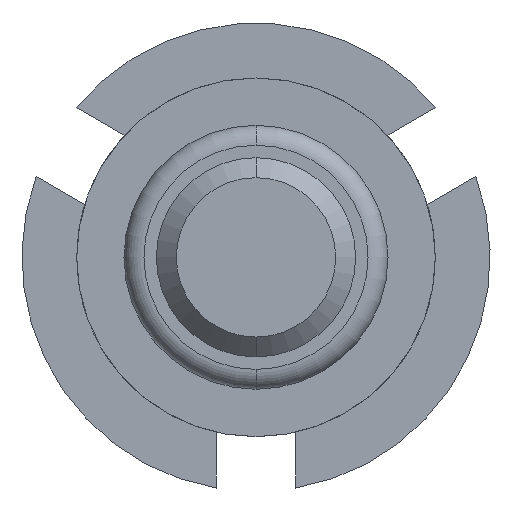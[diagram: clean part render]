
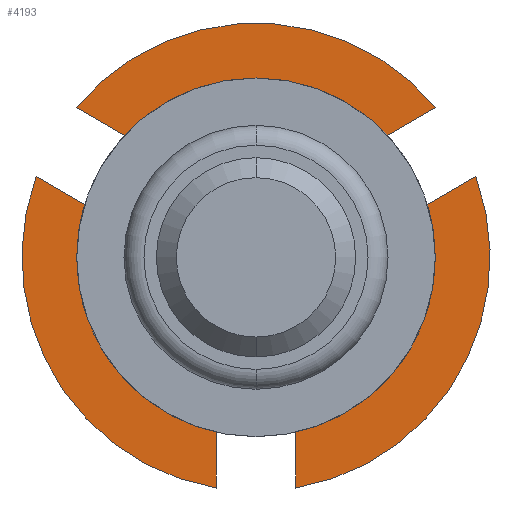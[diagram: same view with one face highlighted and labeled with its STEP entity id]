
A CAD part, front view. The second image highlights one B-rep face of the part: STEP entity #4193.
In plain terms, the highlighted planar face has unit normal (0, -1, 0).
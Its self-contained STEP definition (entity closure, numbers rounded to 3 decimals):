
#61 = CARTESIAN_POINT ( 'NONE',  ( -1.805, 5.5, 1.504 ) ) ;
#121 = DIRECTION ( 'NONE',  ( 0., -1., 0. ) ) ;
#160 = EDGE_CURVE ( 'Defeature ausgef�hrt4_19+Defeature ausgef�hrt4_26+Defeature ausgef�hrt4_41+Defeature ausgef�hrt4_40', #3220, #2355, #222, .T. ) ;
#222 = CIRCLE ( 'NONE', #3690, 2.35 ) ;
#309 = DIRECTION ( 'NONE',  ( -0.839, 0., -0.545 ) ) ;
#310 = ORIENTED_EDGE ( 'NONE', *, *, #996, .F. ) ;
#329 = LINE ( 'NONE', #3637, #823 ) ;
#330 = VERTEX_POINT ( 'NONE', #4224 ) ;
#444 = EDGE_CURVE ( 'Defeature ausgef�hrt4_37+Defeature ausgef�hrt4_26+Defeature ausgef�hrt4_20+Defeature ausgef�hrt4_36', #1809, #1145, #329, .T. ) ;
#457 = LINE ( 'NONE', #2923, #1401 ) ;
#524 = CARTESIAN_POINT ( 'NONE',  ( 0., 5.5, 1.075 ) ) ;
#527 = CARTESIAN_POINT ( 'NONE',  ( 0., 5.5, 0. ) ) ;
#530 = AXIS2_PLACEMENT_3D ( 'NONE', #527, #1498, #4289 ) ;
#542 = DIRECTION ( 'NONE',  ( 0.866, 0., 0.5 ) ) ;
#567 = CARTESIAN_POINT ( 'NONE',  ( 0.2, 5.5, 0.346 ) ) ;
#569 = EDGE_CURVE ( 'Defeature ausgef�hrt4_35+Defeature ausgef�hrt4_26+Defeature ausgef�hrt4_36+Defeature ausgef�hrt4_34', #1300, #939, #3763, .T. ) ;
#680 = DIRECTION ( 'NONE',  ( 0., 0., -1. ) ) ;
#687 = CARTESIAN_POINT ( 'NONE',  ( -1.586, 5.5, 0.454 ) ) ;
#823 = VECTOR ( 'NONE', #2949, 1000. ) ;
#872 = DIRECTION ( 'NONE',  ( -0.839, 0., 0.545 ) ) ;
#873 = DIRECTION ( 'NONE',  ( 0.5, 0., -0.866 ) ) ;
#895 = CARTESIAN_POINT ( 'NONE',  ( 1.805, 5.5, 1.504 ) ) ;
#936 = ORIENTED_EDGE ( 'NONE', *, *, #3420, .F. ) ;
#939 = VERTEX_POINT ( 'NONE', #1475 ) ;
#971 = CARTESIAN_POINT ( 'NONE',  ( 1.586, 5.5, 0.454 ) ) ;
#992 = VERTEX_POINT ( 'NONE', #2224 ) ;
#996 = EDGE_CURVE ( 'Defeature ausgef�hrt4_30+Defeature ausgef�hrt4_26+Defeature ausgef�hrt4_27+Defeature ausgef�hrt4_29', #992, #2470, #1571, .T. ) ;
#1041 = VECTOR ( 'NONE', #873, 1000. ) ;
#1145 = VERTEX_POINT ( 'NONE', #2603 ) ;
#1156 = AXIS2_PLACEMENT_3D ( 'NONE', #3839, #121, #2864 ) ;
#1195 = ORIENTED_EDGE ( 'NONE', *, *, #2082, .F. ) ;
#1244 = VECTOR ( 'NONE', #3133, 1000. ) ;
#1296 = CARTESIAN_POINT ( 'NONE',  ( 0., 5.5, 1.075 ) ) ;
#1300 = VERTEX_POINT ( 'NONE', #1366 ) ;
#1325 = CARTESIAN_POINT ( 'NONE',  ( 0., 5.5, -1.075 ) ) ;
#1327 = VECTOR ( 'NONE', #872, 1000. ) ;
#1338 = ORIENTED_EDGE ( 'NONE', *, *, #1670, .F. ) ;
#1366 = CARTESIAN_POINT ( 'NONE',  ( -0.4, 5.5, -1.6 ) ) ;
#1401 = VECTOR ( 'NONE', #542, 1000. ) ;
#1437 = DIRECTION ( 'NONE',  ( 0., 0., -1. ) ) ;
#1453 = VERTEX_POINT ( 'NONE', #2199 ) ;
#1475 = CARTESIAN_POINT ( 'NONE',  ( -0.4, 5.5, -2.316 ) ) ;
#1498 = DIRECTION ( 'NONE',  ( 0., 1., 0. ) ) ;
#1571 = LINE ( 'NONE', #3941, #2969 ) ;
#1593 = ORIENTED_EDGE ( 'NONE', *, *, #4311, .F. ) ;
#1625 = CARTESIAN_POINT ( 'NONE',  ( 0., 5.5, -1.6 ) ) ;
#1651 = LINE ( 'NONE', #567, #3597 ) ;
#1670 = EDGE_CURVE ( 'Defeature ausgef�hrt4_40+Defeature ausgef�hrt4_26+Defeature ausgef�hrt4_19+Defeature ausgef�hrt4_39', #2355, #2853, #3073, .T. ) ;
#1748 = DIRECTION ( 'NONE',  ( 0., 1., 0. ) ) ;
#1809 = VERTEX_POINT ( 'NONE', #1896 ) ;
#1817 = ORIENTED_EDGE ( 'NONE', *, *, #2631, .F. ) ;
#1821 = PLANE ( 'NONE',  #1156 ) ;
#1881 = CARTESIAN_POINT ( 'NONE',  ( 1.386, 5.5, 0.8 ) ) ;
#1894 = DIRECTION ( 'NONE',  ( 0.839, 0., -0.545 ) ) ;
#1896 = CARTESIAN_POINT ( 'NONE',  ( 0.4, 5.5, -2.316 ) ) ;
#1915 = CARTESIAN_POINT ( 'NONE',  ( -0.2, 5.5, -0.346 ) ) ;
#1956 = CARTESIAN_POINT ( 'NONE',  ( -1.655, 5.5, 0. ) ) ;
#1995 = ORIENTED_EDGE ( 'NONE', *, *, #444, .F. ) ;
#2025 = CARTESIAN_POINT ( 'NONE',  ( -0.4, 5.5, 0. ) ) ;
#2082 = EDGE_CURVE ( 'Defeature ausgef�hrt4_36+Defeature ausgef�hrt4_26+Defeature ausgef�hrt4_37+Defeature ausgef�hrt4_35', #1145, #1300, #3196, .T. ) ;
#2140 = LINE ( 'NONE', #524, #1327 ) ;
#2146 = AXIS2_PLACEMENT_3D ( 'NONE', #2782, #3738, #1437 ) ;
#2176 = CARTESIAN_POINT ( 'NONE',  ( 2.205, 5.5, 0.811 ) ) ;
#2199 = CARTESIAN_POINT ( 'NONE',  ( -1.186, 5.5, 1.146 ) ) ;
#2213 = EDGE_CURVE ( 'Defeature ausgef�hrt4_38+Defeature ausgef�hrt4_26+Defeature ausgef�hrt4_39+Defeature ausgef�hrt4_20', #2956, #2678, #457, .T. ) ;
#2224 = CARTESIAN_POINT ( 'NONE',  ( -1.655, 5.5, 0. ) ) ;
#2226 = EDGE_CURVE ( 'Defeature ausgef�hrt4_39+Defeature ausgef�hrt4_26+Defeature ausgef�hrt4_40+Defeature ausgef�hrt4_38', #2853, #2956, #3079, .T. ) ;
#2238 = CARTESIAN_POINT ( 'NONE',  ( 1.186, 5.5, 1.146 ) ) ;
#2322 = ORIENTED_EDGE ( 'NONE', *, *, #160, .F. ) ;
#2325 = VECTOR ( 'NONE', #3375, 1000. ) ;
#2336 = DIRECTION ( 'NONE',  ( 0., 0., -1. ) ) ;
#2352 = VECTOR ( 'NONE', #309, 1000. ) ;
#2355 = VERTEX_POINT ( 'NONE', #895 ) ;
#2418 = ORIENTED_EDGE ( 'NONE', *, *, #2226, .F. ) ;
#2434 = ORIENTED_EDGE ( 'NONE', *, *, #4369, .F. ) ;
#2444 = VECTOR ( 'NONE', #2662, 1000. ) ;
#2470 = VERTEX_POINT ( 'NONE', #1325 ) ;
#2530 = VERTEX_POINT ( 'NONE', #3019 ) ;
#2603 = CARTESIAN_POINT ( 'NONE',  ( 0.4, 5.5, -1.6 ) ) ;
#2622 = LINE ( 'NONE', #2667, #2893 ) ;
#2631 = EDGE_CURVE ( 'Defeature ausgef�hrt4_34+Defeature ausgef�hrt4_26+Defeature ausgef�hrt4_35+Defeature ausgef�hrt4_43', #939, #330, #3233, .T. ) ;
#2662 = DIRECTION ( 'NONE',  ( 0.5, 0., 0.866 ) ) ;
#2667 = CARTESIAN_POINT ( 'NONE',  ( 1.655, 5.5, 0. ) ) ;
#2678 = VERTEX_POINT ( 'NONE', #2176 ) ;
#2679 = VECTOR ( 'NONE', #3684, 1000. ) ;
#2709 = EDGE_CURVE ( 'Defeature ausgef�hrt4_28+Defeature ausgef�hrt4_26+Defeature ausgef�hrt4_29+Defeature ausgef�hrt4_27', #2530, #4004, #2140, .T. ) ;
#2782 = CARTESIAN_POINT ( 'NONE',  ( 0., 5.5, 0. ) ) ;
#2787 = LINE ( 'NONE', #1915, #2679 ) ;
#2853 = VERTEX_POINT ( 'NONE', #2238 ) ;
#2855 = ORIENTED_EDGE ( 'NONE', *, *, #569, .F. ) ;
#2864 = DIRECTION ( 'NONE',  ( 0., 0., -1. ) ) ;
#2873 = FACE_OUTER_BOUND ( 'NONE', #3300, .T. ) ;
#2893 = VECTOR ( 'NONE', #4096, 1000. ) ;
#2923 = CARTESIAN_POINT ( 'NONE',  ( 0.2, 5.5, -0.346 ) ) ;
#2949 = DIRECTION ( 'NONE',  ( 0., 0., 1. ) ) ;
#2956 = VERTEX_POINT ( 'NONE', #971 ) ;
#2969 = VECTOR ( 'NONE', #1894, 1000. ) ;
#2975 = CARTESIAN_POINT ( 'NONE',  ( -1.386, 5.5, 0.8 ) ) ;
#3019 = CARTESIAN_POINT ( 'NONE',  ( 1.655, 5.5, 0. ) ) ;
#3073 = LINE ( 'NONE', #3526, #1244 ) ;
#3079 = LINE ( 'NONE', #1881, #1041 ) ;
#3123 = VECTOR ( 'NONE', #2336, 1000. ) ;
#3133 = DIRECTION ( 'NONE',  ( -0.866, 0., -0.5 ) ) ;
#3138 = VERTEX_POINT ( 'NONE', #687 ) ;
#3158 = EDGE_LOOP ( 'NONE', ( #3909, #4192, #310, #3911 ) ) ;
#3196 = LINE ( 'NONE', #1625, #2325 ) ;
#3220 = VERTEX_POINT ( 'NONE', #61 ) ;
#3233 = CIRCLE ( 'NONE', #2146, 2.35 ) ;
#3252 = ORIENTED_EDGE ( 'NONE', *, *, #2213, .F. ) ;
#3300 = EDGE_LOOP ( 'NONE', ( #4018, #2434, #936, #1817, #2855, #1195, #1995, #1593, #3252, #2418, #1338, #2322 ) ) ;
#3375 = DIRECTION ( 'NONE',  ( -1., 0., 0. ) ) ;
#3420 = EDGE_CURVE ( 'Defeature ausgef�hrt4_43+Defeature ausgef�hrt4_26+Defeature ausgef�hrt4_34+Defeature ausgef�hrt4_42', #330, #3138, #2787, .T. ) ;
#3422 = EDGE_CURVE ( 'Defeature ausgef�hrt4_41+Defeature ausgef�hrt4_26+Defeature ausgef�hrt4_42+Defeature ausgef�hrt4_19', #1453, #3220, #1651, .T. ) ;
#3526 = CARTESIAN_POINT ( 'NONE',  ( -0.2, 5.5, 0.346 ) ) ;
#3584 = EDGE_CURVE ( 'Defeature ausgef�hrt4_29+Defeature ausgef�hrt4_26+Defeature ausgef�hrt4_30+Defeature ausgef�hrt4_28', #2470, #2530, #2622, .T. ) ;
#3597 = VECTOR ( 'NONE', #4332, 1000. ) ;
#3637 = CARTESIAN_POINT ( 'NONE',  ( 0.4, 5.5, 0. ) ) ;
#3673 = CIRCLE ( 'NONE', #530, 2.35 ) ;
#3684 = DIRECTION ( 'NONE',  ( 0.866, 0., -0.5 ) ) ;
#3690 = AXIS2_PLACEMENT_3D ( 'NONE', #3801, #1748, #680 ) ;
#3738 = DIRECTION ( 'NONE',  ( 0., 1., 0. ) ) ;
#3763 = LINE ( 'NONE', #2025, #3123 ) ;
#3785 = FACE_BOUND ( 'NONE', #3158, .T. ) ;
#3801 = CARTESIAN_POINT ( 'NONE',  ( 0., 5.5, 0. ) ) ;
#3839 = CARTESIAN_POINT ( 'NONE',  ( 0., 5.5, 0. ) ) ;
#3909 = ORIENTED_EDGE ( 'NONE', *, *, #2709, .F. ) ;
#3911 = ORIENTED_EDGE ( 'NONE', *, *, #3944, .F. ) ;
#3941 = CARTESIAN_POINT ( 'NONE',  ( 0., 5.5, -1.075 ) ) ;
#3944 = EDGE_CURVE ( 'Defeature ausgef�hrt4_27+Defeature ausgef�hrt4_26+Defeature ausgef�hrt4_28+Defeature ausgef�hrt4_30', #4004, #992, #3949, .T. ) ;
#3949 = LINE ( 'NONE', #1956, #2352 ) ;
#3985 = LINE ( 'NONE', #2975, #2444 ) ;
#4004 = VERTEX_POINT ( 'NONE', #1296 ) ;
#4018 = ORIENTED_EDGE ( 'NONE', *, *, #3422, .F. ) ;
#4096 = DIRECTION ( 'NONE',  ( 0.839, 0., 0.545 ) ) ;
#4192 = ORIENTED_EDGE ( 'NONE', *, *, #3584, .F. ) ;
#4193 = ADVANCED_FACE ( 'Defeature ausgef�hrt4_26', ( #2873, #3785 ), #1821, .T. ) ;
#4224 = CARTESIAN_POINT ( 'NONE',  ( -2.205, 5.5, 0.811 ) ) ;
#4289 = DIRECTION ( 'NONE',  ( 0., 0., -1. ) ) ;
#4311 = EDGE_CURVE ( 'Defeature ausgef�hrt4_20+Defeature ausgef�hrt4_26+Defeature ausgef�hrt4_38+Defeature ausgef�hrt4_37', #2678, #1809, #3673, .T. ) ;
#4332 = DIRECTION ( 'NONE',  ( -0.866, 0., 0.5 ) ) ;
#4369 = EDGE_CURVE ( 'Defeature ausgef�hrt4_42+Defeature ausgef�hrt4_26+Defeature ausgef�hrt4_43+Defeature ausgef�hrt4_41', #3138, #1453, #3985, .T. ) ;
